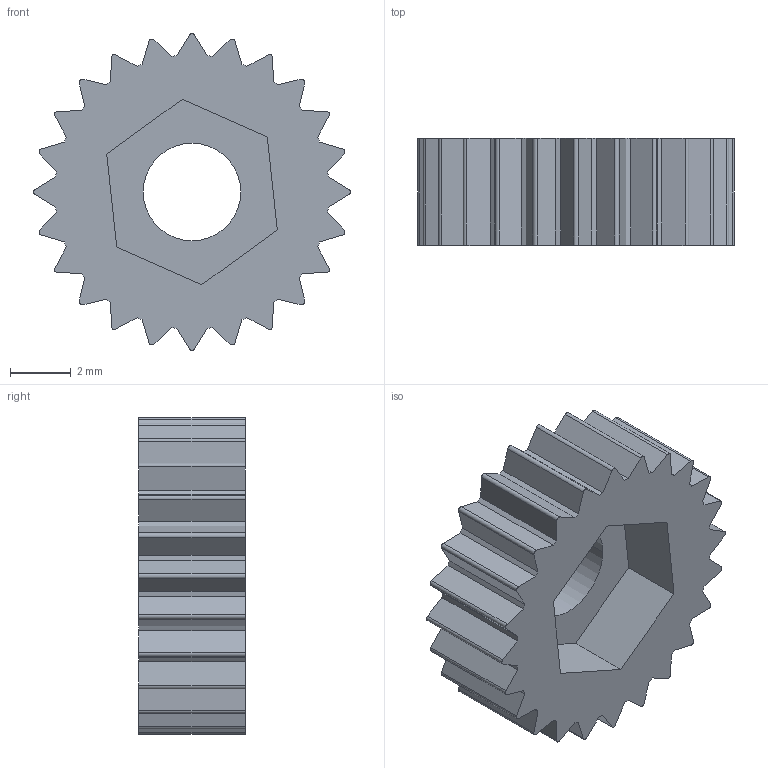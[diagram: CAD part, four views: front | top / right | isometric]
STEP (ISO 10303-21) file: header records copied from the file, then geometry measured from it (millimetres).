
FILE_DESCRIPTION(('CATIA V5 STEP'),'2;1');
FILE_NAME('ThumbNut.stp','2025-04-17T10:28:26+00:00',('none'),('none'),'CATIA Version 5-6 Release 2016 SP6','CATIA V5 STEP AP203','none');
FILE_SCHEMA(('CONFIG_CONTROL_DESIGN'));
Length unit declared in the file: millimetre
Products named in the file (1): Thumb Nut M3
Bounding box: 10.39 x 3.5 x 10.39 mm (x, y, z)
Volume: 192.4 mm3; surface area: 347.1 mm2
Topology: 1 solids, 1 shells, 107 faces, 312 edges, 208 vertices
Faces by surface type: plane 57, cylinder 50
Entity records: 3391 total; most frequent: ORIENTED_EDGE 624, CARTESIAN_POINT 604, DIRECTION 478, EDGE_CURVE 312, VECTOR 212, LINE 212, VERTEX_POINT 208, AXIS2_PLACEMENT_3D 184
